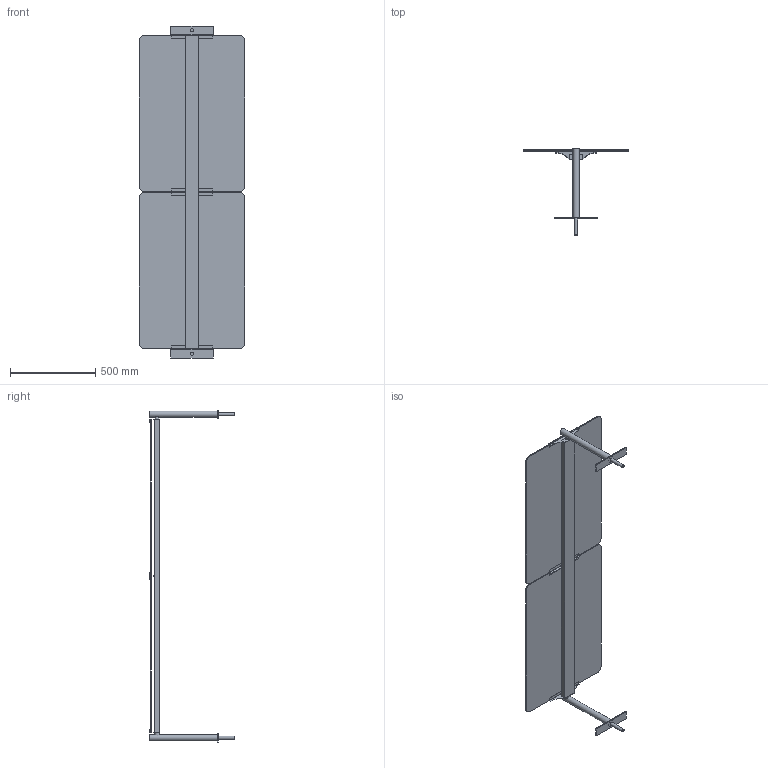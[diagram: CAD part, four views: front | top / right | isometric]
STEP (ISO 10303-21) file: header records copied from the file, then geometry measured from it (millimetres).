
FILE_DESCRIPTION(/* description */ ('Hustenschutz mit Beleuchtung'),/* implementation_level */ '2;1');
FILE_NAME(/* name */ '3D-AKE-00007307.stp',/* time_stamp */ '2022-04-27T09:47:27+02:00',/* author */ ('markus.syen'),/* organization */ (''),/* preprocessor_version */ 'ST-DEVELOPER v18',/* originating_system */ 'Autodesk Inventor 2020',/* authorisation */ '');
FILE_SCHEMA (('AUTOMOTIVE_DESIGN { 1 0 10303 214 3 1 1 }'));
Length unit declared in the file: millimetre
Products named in the file (1): 3D-AKE-00007307
Bounding box: 620 x 504 x 1950 mm (x, y, z)
Volume: 12392989.4 mm3; surface area: 3009667.3 mm2
Topology: 10 solids, 10 shells, 107 faces, 257 edges, 174 vertices
Faces by surface type: plane 85, cylinder 22
Full cylindrical faces by diameter (mm): 19 x2, 28 x2, 38 x2
Entity records: 3194 total; most frequent: CARTESIAN_POINT 589, DIRECTION 523, ORIENTED_EDGE 514, EDGE_CURVE 257, LINE 203, VECTOR 203, VERTEX_POINT 174, AXIS2_PLACEMENT_3D 160
